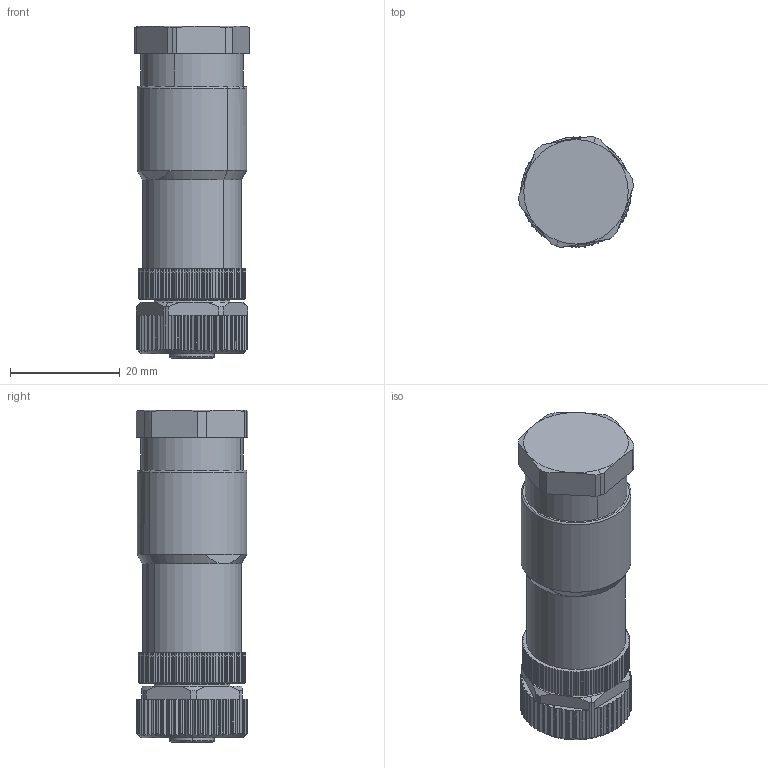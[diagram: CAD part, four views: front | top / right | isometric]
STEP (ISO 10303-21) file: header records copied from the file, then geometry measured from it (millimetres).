
FILE_DESCRIPTION(('CATIA V5 STEP Exchange','CAx-IF Rec.Pracs.--- Model Styling and Organization---1.4--- 2014-01-23'),'2;1');
FILE_NAME ('012879-2_0', '2021-03-08T09:13:09+00:00', ('none'), ('Weidmueller'), 'CATIA Version 5-6 Release 2016 SP3 HF44', 'CATIA V5 STEP AP214', 'none');
FILE_SCHEMA(('AUTOMOTIVE_DESIGN { 1 0 10303 214 1 1 1 1 }'));
Length unit declared in the file: millimetre
Products named in the file (1): 1392000000
Bounding box: 20.91 x 20.26 x 60.4 mm (x, y, z)
Volume: 16662.3 mm3; surface area: 5909.1 mm2
Topology: 2 solids, 2 shells, 783 faces, 2202 edges, 1418 vertices
Faces by surface type: plane 358, cylinder 303, cone 50, torus 34, bspline 24, extrusion 8, sphere 6
Entity records: 26134 total; most frequent: CARTESIAN_POINT 7425, ORIENTED_EDGE 4368, DIRECTION 3059, EDGE_CURVE 2184, VERTEX_POINT 1416, AXIS2_PLACEMENT_3D 1259, VECTOR 1051, LINE 1043
